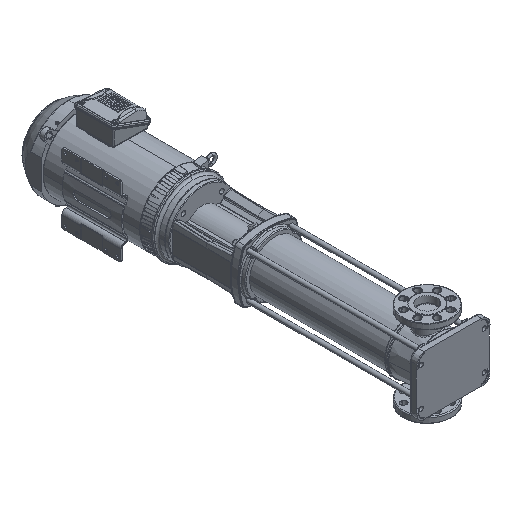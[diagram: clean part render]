
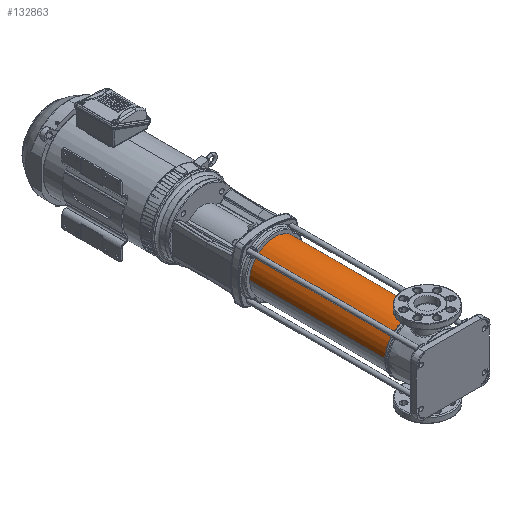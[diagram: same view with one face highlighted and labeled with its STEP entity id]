
A CAD part, isometric view. The second image highlights one B-rep face of the part: STEP entity #132863.
In plain terms, the highlighted cylindrical face has radius 85.35 mm (diameter 170.7 mm), a partial arc.
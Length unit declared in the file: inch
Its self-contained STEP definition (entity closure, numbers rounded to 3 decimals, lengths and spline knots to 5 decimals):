
#2027 = ORIENTED_EDGE ( 'NONE', *, *, #84240, .T. ) ;
#2633 = DIRECTION ( 'NONE',  ( 0., 0., 1. ) ) ;
#6620 = DIRECTION ( 'NONE',  ( 0., 0., 1. ) ) ;
#6854 = VECTOR ( 'NONE', #133128, 39.37008 ) ;
#9908 = CARTESIAN_POINT ( 'NONE',  ( 0., 20.54039, -3.36024 ) ) ;
#10924 = VERTEX_POINT ( 'NONE', #161253 ) ;
#14384 = EDGE_LOOP ( 'NONE', ( #45184, #2027, #121990, #157870 ) ) ;
#16639 = CARTESIAN_POINT ( 'NONE',  ( 0., 1.70079, 0. ) ) ;
#21583 = CARTESIAN_POINT ( 'NONE',  ( 0., 2.20472, 0. ) ) ;
#35055 = CARTESIAN_POINT ( 'NONE',  ( 0., 1.70079, 3.36024 ) ) ;
#37793 = LINE ( 'NONE', #81678, #85165 ) ;
#45184 = ORIENTED_EDGE ( 'NONE', *, *, #77091, .F. ) ;
#47765 = DIRECTION ( 'NONE',  ( 0., 1., 0. ) ) ;
#59261 = CIRCLE ( 'NONE', #71293, 3.36024 ) ;
#71293 = AXIS2_PLACEMENT_3D ( 'NONE', #21583, #47765, #6620 ) ;
#71375 = DIRECTION ( 'NONE',  ( 0., 0., 1. ) ) ;
#71794 = AXIS2_PLACEMENT_3D ( 'NONE', #87205, #172281, #71375 ) ;
#77091 = EDGE_CURVE ( 'NONE', #182880, #145081, #37793, .T. ) ;
#78893 = DIRECTION ( 'NONE',  ( 0., 1., 0. ) ) ;
#80733 = CIRCLE ( 'NONE', #71794, 3.36024 ) ;
#81678 = CARTESIAN_POINT ( 'NONE',  ( 0., 1.70079, -3.36024 ) ) ;
#84240 = EDGE_CURVE ( 'NONE', #182880, #125076, #59261, .T. ) ;
#85165 = VECTOR ( 'NONE', #78893, 39.37008 ) ;
#87205 = CARTESIAN_POINT ( 'NONE',  ( 0., 20.54039, 0. ) ) ;
#99838 = FACE_OUTER_BOUND ( 'NONE', #14384, .T. ) ;
#100260 = EDGE_CURVE ( 'NONE', #125076, #10924, #164926, .T. ) ;
#121990 = ORIENTED_EDGE ( 'NONE', *, *, #100260, .T. ) ;
#122782 = EDGE_CURVE ( 'NONE', #10924, #145081, #80733, .T. ) ;
#125076 = VERTEX_POINT ( 'NONE', #138815 ) ;
#132863 = ADVANCED_FACE ( 'NONE', ( #99838 ), #144655, .T. ) ;
#133128 = DIRECTION ( 'NONE',  ( 0., 1., 0. ) ) ;
#138815 = CARTESIAN_POINT ( 'NONE',  ( 0., 2.20472, 3.36024 ) ) ;
#144655 = CYLINDRICAL_SURFACE ( 'NONE', #178338, 3.36024 ) ;
#145081 = VERTEX_POINT ( 'NONE', #9908 ) ;
#157870 = ORIENTED_EDGE ( 'NONE', *, *, #122782, .T. ) ;
#161253 = CARTESIAN_POINT ( 'NONE',  ( 0., 20.54039, 3.36024 ) ) ;
#164926 = LINE ( 'NONE', #35055, #6854 ) ;
#171084 = CARTESIAN_POINT ( 'NONE',  ( 0., 2.20472, -3.36024 ) ) ;
#172281 = DIRECTION ( 'NONE',  ( 0., -1., 0. ) ) ;
#178338 = AXIS2_PLACEMENT_3D ( 'NONE', #16639, #184921, #2633 ) ;
#182880 = VERTEX_POINT ( 'NONE', #171084 ) ;
#184921 = DIRECTION ( 'NONE',  ( 0., 1., 0. ) ) ;
